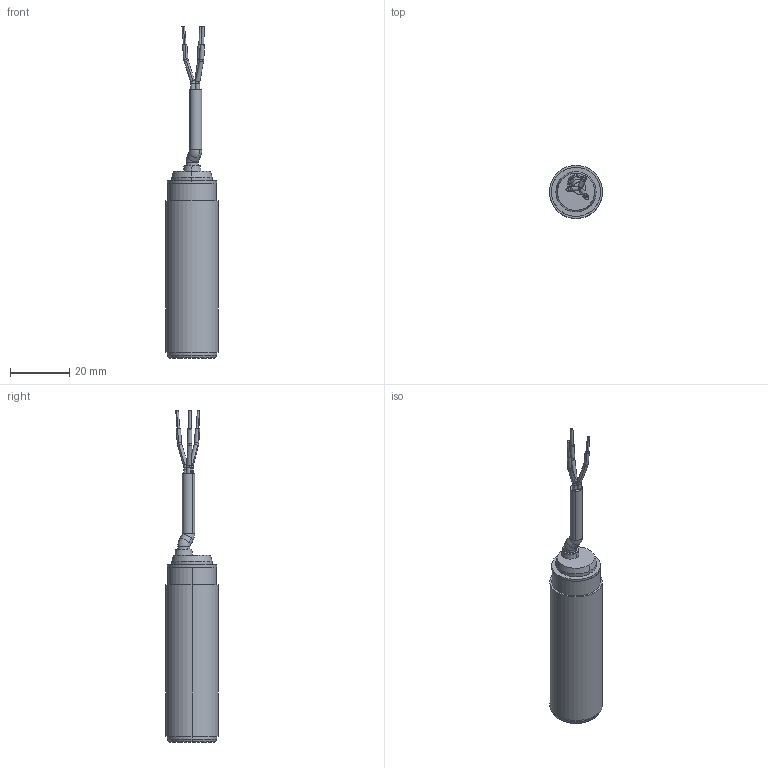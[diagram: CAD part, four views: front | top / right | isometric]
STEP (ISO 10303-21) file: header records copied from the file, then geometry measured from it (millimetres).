
FILE_DESCRIPTION(('STEP AP242'),'1');
FILE_NAME('sensor_xxv18b1nal2.stp','2020-02-05T08:50:13',('TraceParts'),('TraceParts S.A.'),'Spatial InterOp 3D',' ',' ');
FILE_SCHEMA(('AP242_MANAGED_MODEL_BASED_3D_ENGINEERING_MIM_LF {1 0 10303 442 1 1 4}'));
Length unit declared in the file: millimetre
Products named in the file (1): sensor_xxv18b1nal2_1
Bounding box: 17.9 x 17.9 x 112.18 mm (x, y, z)
Volume: 15535.6 mm3; surface area: 5602.5 mm2
Topology: 4 solids, 4 shells, 104 faces, 240 edges, 156 vertices
Faces by surface type: cylinder 48, plane 21, torus 18, cone 16, bspline 1
Entity records: 3944 total; most frequent: DIRECTION 630, CARTESIAN_POINT 512, ORIENTED_EDGE 480, AXIS2_PLACEMENT_3D 283, EDGE_CURVE 240, CIRCLE 176, VERTEX_POINT 156, EDGE_LOOP 118
